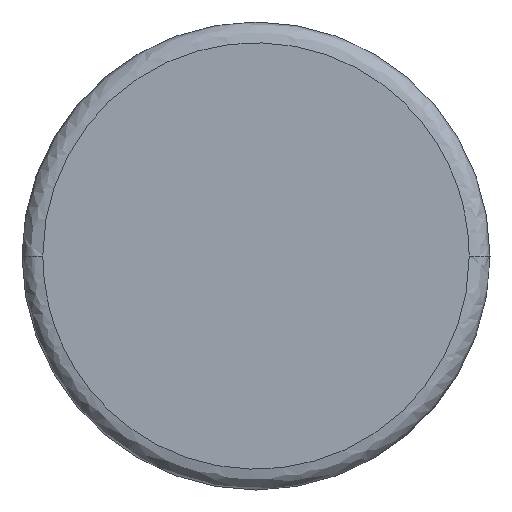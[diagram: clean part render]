
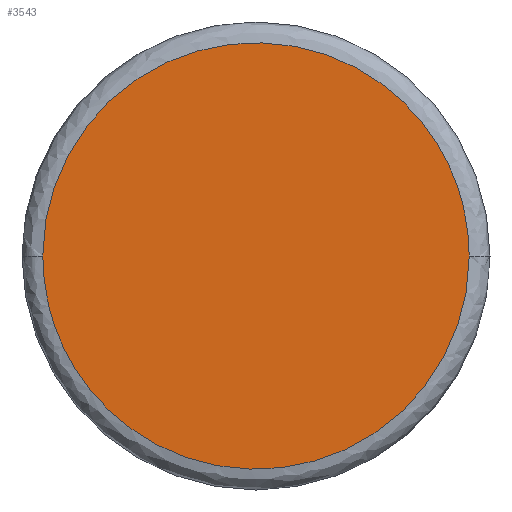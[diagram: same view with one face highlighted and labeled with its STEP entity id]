
A CAD part, left-side view. The second image highlights one B-rep face of the part: STEP entity #3543.
In plain terms, the highlighted planar face has unit normal (-1, 0, 0).
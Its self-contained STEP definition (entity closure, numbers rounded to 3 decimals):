
#3147 = ( BOUNDED_SURFACE() B_SPLINE_SURFACE(3,3,(
    (#3148,#3149,#3150,#3151)
    ,(#3152,#3153,#3154,#3155)
    ,(#3156,#3157,#3158,#3159)
    ,(#3160,#3161,#3162,#3163
)),.UNSPECIFIED.,.F.,.F.,.F.) B_SPLINE_SURFACE_WITH_KNOTS((4,4),(4,4),(
    0.,1.),(0.,1.),.PIECEWISE_BEZIER_KNOTS.) 
GEOMETRIC_REPRESENTATION_ITEM() RATIONAL_B_SPLINE_SURFACE((
    (1.,0.333,0.333,1.)
    ,(0.805,0.268,0.268,0.805)
    ,(0.805,0.268,0.268,0.805)
,(1.,0.333,0.333,1.
))) REPRESENTATION_ITEM('') SURFACE() );
#3148 = CARTESIAN_POINT('',(-0.914,-0.572,0.572));
#3149 = CARTESIAN_POINT('',(-0.914,-0.572,-0.572));
#3150 = CARTESIAN_POINT('',(-0.914,0.572,-0.572));
#3151 = CARTESIAN_POINT('',(-0.914,0.572,0.572));
#3152 = CARTESIAN_POINT('',(-0.944,-0.572,0.572));
#3153 = CARTESIAN_POINT('',(-0.944,-0.572,-0.572));
#3154 = CARTESIAN_POINT('',(-0.944,0.572,-0.572));
#3155 = CARTESIAN_POINT('',(-0.944,0.572,0.572));
#3156 = CARTESIAN_POINT('',(-0.965,-0.55,0.572));
#3157 = CARTESIAN_POINT('',(-0.965,-0.55,-0.529));
#3158 = CARTESIAN_POINT('',(-0.965,0.55,-0.529));
#3159 = CARTESIAN_POINT('',(-0.965,0.55,0.572));
#3160 = CARTESIAN_POINT('',(-0.965,-0.521,0.572));
#3161 = CARTESIAN_POINT('',(-0.965,-0.521,-0.47));
#3162 = CARTESIAN_POINT('',(-0.965,0.521,-0.47));
#3163 = CARTESIAN_POINT('',(-0.965,0.521,0.572));
#3301 = ( BOUNDED_SURFACE() B_SPLINE_SURFACE(3,3,(
    (#3302,#3303,#3304,#3305)
    ,(#3306,#3307,#3308,#3309)
    ,(#3310,#3311,#3312,#3313)
    ,(#3314,#3315,#3316,#3317
)),.UNSPECIFIED.,.F.,.F.,.F.) B_SPLINE_SURFACE_WITH_KNOTS((4,4),(4,4),(
    0.,1.),(0.,1.),.PIECEWISE_BEZIER_KNOTS.) 
GEOMETRIC_REPRESENTATION_ITEM() RATIONAL_B_SPLINE_SURFACE((
    (1.,0.333,0.333,1.)
    ,(0.805,0.268,0.268,0.805)
    ,(0.805,0.268,0.268,0.805)
,(1.,0.333,0.333,1.
))) REPRESENTATION_ITEM('') SURFACE() );
#3302 = CARTESIAN_POINT('',(-0.914,0.572,0.572));
#3303 = CARTESIAN_POINT('',(-0.914,0.572,1.715));
#3304 = CARTESIAN_POINT('',(-0.914,-0.572,1.715));
#3305 = CARTESIAN_POINT('',(-0.914,-0.572,0.572));
#3306 = CARTESIAN_POINT('',(-0.944,0.572,0.572));
#3307 = CARTESIAN_POINT('',(-0.944,0.572,1.715));
#3308 = CARTESIAN_POINT('',(-0.944,-0.572,1.715));
#3309 = CARTESIAN_POINT('',(-0.944,-0.572,0.572));
#3310 = CARTESIAN_POINT('',(-0.965,0.55,0.572));
#3311 = CARTESIAN_POINT('',(-0.965,0.55,1.672));
#3312 = CARTESIAN_POINT('',(-0.965,-0.55,1.672));
#3313 = CARTESIAN_POINT('',(-0.965,-0.55,0.572));
#3314 = CARTESIAN_POINT('',(-0.965,0.521,0.572));
#3315 = CARTESIAN_POINT('',(-0.965,0.521,1.613));
#3316 = CARTESIAN_POINT('',(-0.965,-0.521,1.613));
#3317 = CARTESIAN_POINT('',(-0.965,-0.521,0.572));
#3351 = VERTEX_POINT('',#3352);
#3352 = CARTESIAN_POINT('',(-0.965,0.521,0.572));
#3420 = VERTEX_POINT('',#3421);
#3421 = CARTESIAN_POINT('',(-0.965,-0.521,0.572));
#3487 = EDGE_CURVE('',#3420,#3351,#3488,.T.);
#3488 = SURFACE_CURVE('',#3489,(#3494,#3501),.PCURVE_S1.);
#3489 = ( BOUNDED_CURVE() B_SPLINE_CURVE(3,(#3490,#3491,#3492,#3493),
.UNSPECIFIED.,.F.,.F.) B_SPLINE_CURVE_WITH_KNOTS((4,4),(0.,1.),
.PIECEWISE_BEZIER_KNOTS.) CURVE() GEOMETRIC_REPRESENTATION_ITEM() 
RATIONAL_B_SPLINE_CURVE((1.,0.333,0.333,1.)) 
REPRESENTATION_ITEM('') );
#3490 = CARTESIAN_POINT('',(-0.965,-0.521,0.572));
#3491 = CARTESIAN_POINT('',(-0.965,-0.521,-0.47));
#3492 = CARTESIAN_POINT('',(-0.965,0.521,-0.47));
#3493 = CARTESIAN_POINT('',(-0.965,0.521,0.572));
#3494 = PCURVE('',#3147,#3495);
#3495 = DEFINITIONAL_REPRESENTATION('',(#3496),#3500);
#3496 = LINE('',#3497,#3498);
#3497 = CARTESIAN_POINT('',(1.,0.));
#3498 = VECTOR('',#3499,1.);
#3499 = DIRECTION('',(0.,1.));
#3500 = ( GEOMETRIC_REPRESENTATION_CONTEXT(2) 
PARAMETRIC_REPRESENTATION_CONTEXT() REPRESENTATION_CONTEXT('2D SPACE',''
  ) );
#3501 = PCURVE('',#3502,#3507);
#3502 = PLANE('',#3503);
#3503 = AXIS2_PLACEMENT_3D('',#3504,#3505,#3506);
#3504 = CARTESIAN_POINT('',(-0.965,0.,0.572));
#3505 = DIRECTION('',(1.,0.,0.));
#3506 = DIRECTION('',(0.,-1.,0.));
#3507 = DEFINITIONAL_REPRESENTATION('',(#3508),#3513);
#3508 = ( BOUNDED_CURVE() B_SPLINE_CURVE(3,(#3509,#3510,#3511,#3512),
.UNSPECIFIED.,.F.,.F.) B_SPLINE_CURVE_WITH_KNOTS((4,4),(0.,1.),
.PIECEWISE_BEZIER_KNOTS.) CURVE() GEOMETRIC_REPRESENTATION_ITEM() 
RATIONAL_B_SPLINE_CURVE((1.,0.333,0.333,1.)) 
REPRESENTATION_ITEM('') );
#3509 = CARTESIAN_POINT('',(0.521,0.));
#3510 = CARTESIAN_POINT('',(0.521,1.041));
#3511 = CARTESIAN_POINT('',(-0.521,1.041));
#3512 = CARTESIAN_POINT('',(-0.521,0.));
#3513 = ( GEOMETRIC_REPRESENTATION_CONTEXT(2) 
PARAMETRIC_REPRESENTATION_CONTEXT() REPRESENTATION_CONTEXT('2D SPACE',''
  ) );
#3520 = EDGE_CURVE('',#3351,#3420,#3521,.T.);
#3521 = SURFACE_CURVE('',#3522,(#3527,#3534),.PCURVE_S1.);
#3522 = ( BOUNDED_CURVE() B_SPLINE_CURVE(3,(#3523,#3524,#3525,#3526),
.UNSPECIFIED.,.F.,.F.) B_SPLINE_CURVE_WITH_KNOTS((4,4),(0.,1.),
.PIECEWISE_BEZIER_KNOTS.) CURVE() GEOMETRIC_REPRESENTATION_ITEM() 
RATIONAL_B_SPLINE_CURVE((1.,0.333,0.333,1.)) 
REPRESENTATION_ITEM('') );
#3523 = CARTESIAN_POINT('',(-0.965,0.521,0.572));
#3524 = CARTESIAN_POINT('',(-0.965,0.521,1.613));
#3525 = CARTESIAN_POINT('',(-0.965,-0.521,1.613));
#3526 = CARTESIAN_POINT('',(-0.965,-0.521,0.572));
#3527 = PCURVE('',#3301,#3528);
#3528 = DEFINITIONAL_REPRESENTATION('',(#3529),#3533);
#3529 = LINE('',#3530,#3531);
#3530 = CARTESIAN_POINT('',(1.,0.));
#3531 = VECTOR('',#3532,1.);
#3532 = DIRECTION('',(0.,1.));
#3533 = ( GEOMETRIC_REPRESENTATION_CONTEXT(2) 
PARAMETRIC_REPRESENTATION_CONTEXT() REPRESENTATION_CONTEXT('2D SPACE',''
  ) );
#3534 = PCURVE('',#3502,#3535);
#3535 = DEFINITIONAL_REPRESENTATION('',(#3536),#3541);
#3536 = ( BOUNDED_CURVE() B_SPLINE_CURVE(3,(#3537,#3538,#3539,#3540),
.UNSPECIFIED.,.F.,.F.) B_SPLINE_CURVE_WITH_KNOTS((4,4),(0.,1.),
.PIECEWISE_BEZIER_KNOTS.) CURVE() GEOMETRIC_REPRESENTATION_ITEM() 
RATIONAL_B_SPLINE_CURVE((1.,0.333,0.333,1.)) 
REPRESENTATION_ITEM('') );
#3537 = CARTESIAN_POINT('',(-0.521,0.));
#3538 = CARTESIAN_POINT('',(-0.521,-1.041));
#3539 = CARTESIAN_POINT('',(0.521,-1.041));
#3540 = CARTESIAN_POINT('',(0.521,0.));
#3541 = ( GEOMETRIC_REPRESENTATION_CONTEXT(2) 
PARAMETRIC_REPRESENTATION_CONTEXT() REPRESENTATION_CONTEXT('2D SPACE',''
  ) );
#3543 = ADVANCED_FACE('',(#3544),#3502,.F.);
#3544 = FACE_BOUND('',#3545,.T.);
#3545 = EDGE_LOOP('',(#3546,#3547));
#3546 = ORIENTED_EDGE('',*,*,#3487,.F.);
#3547 = ORIENTED_EDGE('',*,*,#3520,.F.);
